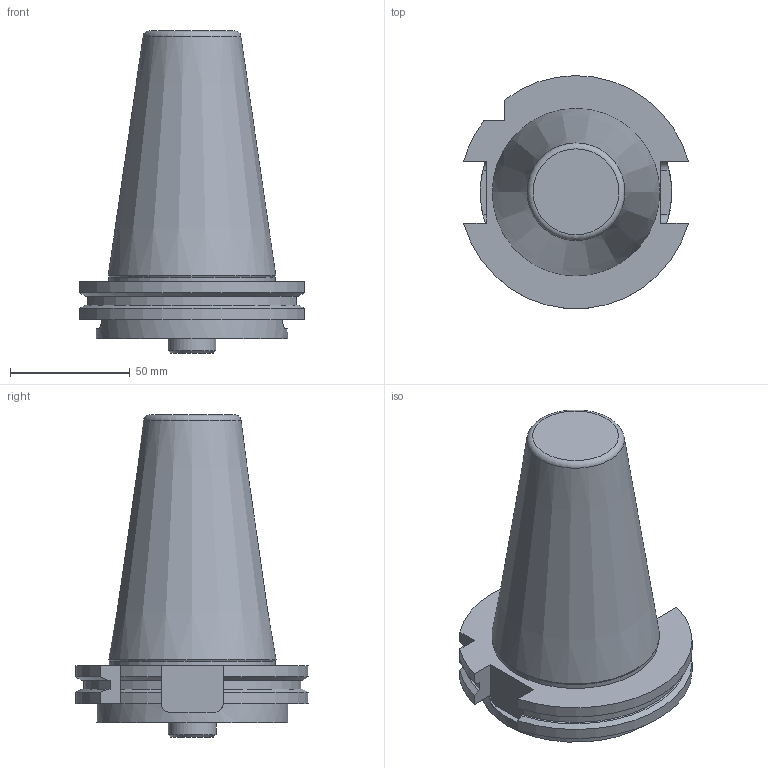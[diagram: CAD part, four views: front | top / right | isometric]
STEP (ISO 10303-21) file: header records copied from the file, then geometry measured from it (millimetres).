
FILE_DESCRIPTION(/* description */ (''),/* implementation_level */ '2;1');
FILE_NAME(/* name */ '1547707119332.stp',/* time_stamp */ '2019-01-17T07:38:53+01:00',/* author */ (''),/* organization */ ('SMS'),/* preprocessor_version */ 'ST-DEVELOPER v15',/* originating_system */ 'SIEMENS PLM Software NX 8.5',/* authorisation */ '');
FILE_SCHEMA (('AUTOMOTIVE_DESIGN { 1 0 10303 214 3 1 1 1 }'));
Length unit declared in the file: millimetre
Products named in the file (1): 202078392mod000_00
Bounding box: 93.97 x 97.27 x 134.6 mm (x, y, z)
Volume: 405198.3 mm3; surface area: 38606.2 mm2
Topology: 1 solids, 1 shells, 48 faces, 125 edges, 84 vertices
Faces by surface type: plane 22, cylinder 16, cone 9, torus 1
Full cylindrical faces by diameter (mm): 20 x1, 69.4 x1, 80 x1
Entity records: 1554 total; most frequent: CARTESIAN_POINT 346, DIRECTION 245, ORIENTED_EDGE 232, EDGE_CURVE 116, AXIS2_PLACEMENT_3D 93, VERTEX_POINT 79, LINE 59, VECTOR 59
